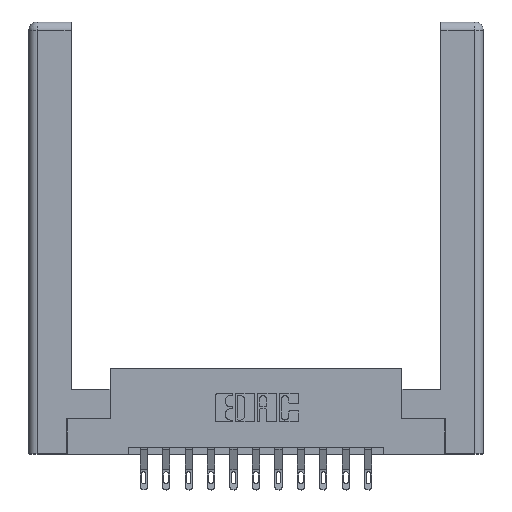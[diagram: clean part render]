
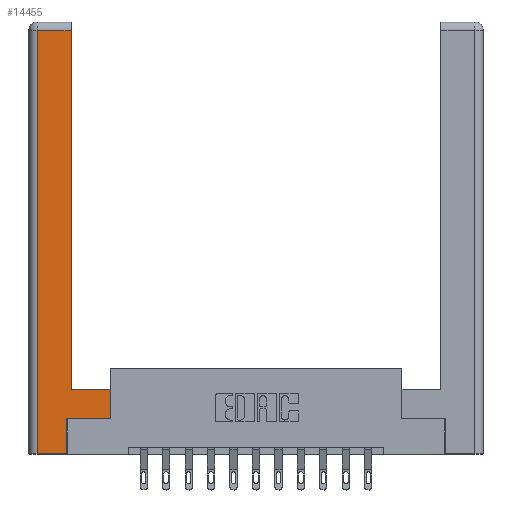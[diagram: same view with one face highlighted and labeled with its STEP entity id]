
A CAD part, top view. The second image highlights one B-rep face of the part: STEP entity #14455.
In plain terms, the highlighted planar face has unit normal (0, 0, 1).
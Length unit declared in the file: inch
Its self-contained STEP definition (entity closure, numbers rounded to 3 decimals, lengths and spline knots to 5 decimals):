
#201 = VERTEX_POINT ( 'NONE', #7822 ) ;
#322 = LINE ( 'NONE', #2995, #12329 ) ;
#340 = CARTESIAN_POINT ( 'NONE',  ( 0., 0., 0. ) ) ;
#450 = LINE ( 'NONE', #7545, #10050 ) ;
#623 = VECTOR ( 'NONE', #12411, 39.37008 ) ;
#707 = VERTEX_POINT ( 'NONE', #4656 ) ;
#759 = VECTOR ( 'NONE', #13476, 39.37008 ) ;
#1015 = DIRECTION ( 'NONE',  ( 0., 1., 0. ) ) ;
#1078 = ORIENTED_EDGE ( 'NONE', *, *, #13271, .T. ) ;
#1216 = CARTESIAN_POINT ( 'NONE',  ( 0.295, 0.45, 0. ) ) ;
#1384 = DIRECTION ( 'NONE',  ( 0., 1., 0. ) ) ;
#1491 = CARTESIAN_POINT ( 'NONE',  ( 0.0615, 0., 0. ) ) ;
#1734 = VECTOR ( 'NONE', #5034, 39.37008 ) ;
#1810 = EDGE_CURVE ( 'NONE', #5635, #12455, #450, .T. ) ;
#2388 = ORIENTED_EDGE ( 'NONE', *, *, #11063, .T. ) ;
#2779 = ORIENTED_EDGE ( 'NONE', *, *, #12404, .T. ) ;
#2995 = CARTESIAN_POINT ( 'NONE',  ( 0.565, 0.45, 0. ) ) ;
#3281 = ORIENTED_EDGE ( 'NONE', *, *, #1810, .T. ) ;
#3462 = LINE ( 'NONE', #13610, #623 ) ;
#4050 = ORIENTED_EDGE ( 'NONE', *, *, #9260, .T. ) ;
#4540 = VERTEX_POINT ( 'NONE', #15171 ) ;
#4656 = CARTESIAN_POINT ( 'NONE',  ( 0.295, 0.45, 0. ) ) ;
#5034 = DIRECTION ( 'NONE',  ( -1., 0., 0. ) ) ;
#5059 = PLANE ( 'NONE',  #10170 ) ;
#5086 = CARTESIAN_POINT ( 'NONE',  ( 0.295, 3., 0. ) ) ;
#5116 = ORIENTED_EDGE ( 'NONE', *, *, #9326, .T. ) ;
#5227 = DIRECTION ( 'NONE',  ( 1., 0., 0. ) ) ;
#5294 = CARTESIAN_POINT ( 'NONE',  ( 0.0615, 2.94, 0. ) ) ;
#5373 = VECTOR ( 'NONE', #1015, 39.37008 ) ;
#5635 = VERTEX_POINT ( 'NONE', #15365 ) ;
#5695 = LINE ( 'NONE', #1216, #1734 ) ;
#5899 = CARTESIAN_POINT ( 'NONE',  ( 0.265, 0.245, 0. ) ) ;
#6844 = CARTESIAN_POINT ( 'NONE',  ( 0.265, 0., 0. ) ) ;
#7545 = CARTESIAN_POINT ( 'NONE',  ( 0.265, 0., 0. ) ) ;
#7593 = DIRECTION ( 'NONE',  ( 0., 0., -1. ) ) ;
#7660 = ORIENTED_EDGE ( 'NONE', *, *, #7912, .T. ) ;
#7822 = CARTESIAN_POINT ( 'NONE',  ( 0.295, 2.94, 0. ) ) ;
#7912 = EDGE_CURVE ( 'NONE', #12455, #13575, #9123, .T. ) ;
#9055 = ORIENTED_EDGE ( 'NONE', *, *, #12837, .T. ) ;
#9123 = LINE ( 'NONE', #14209, #5373 ) ;
#9237 = LINE ( 'NONE', #1491, #759 ) ;
#9260 = EDGE_CURVE ( 'NONE', #10766, #707, #5695, .T. ) ;
#9261 = LINE ( 'NONE', #5086, #14831 ) ;
#9326 = EDGE_CURVE ( 'NONE', #707, #201, #9261, .T. ) ;
#10050 = VECTOR ( 'NONE', #5227, 39.37008 ) ;
#10150 = DIRECTION ( 'NONE',  ( -1., 0., 0. ) ) ;
#10170 = AXIS2_PLACEMENT_3D ( 'NONE', #340, #7593, #12239 ) ;
#10766 = VERTEX_POINT ( 'NONE', #14545 ) ;
#10991 = VECTOR ( 'NONE', #10150, 39.37008 ) ;
#11063 = EDGE_CURVE ( 'NONE', #12128, #5635, #9237, .T. ) ;
#11664 = EDGE_LOOP ( 'NONE', ( #5116, #9055, #2388, #3281, #7660, #1078, #2779, #4050 ) ) ;
#12128 = VERTEX_POINT ( 'NONE', #12535 ) ;
#12239 = DIRECTION ( 'NONE',  ( -1., 0., 0. ) ) ;
#12329 = VECTOR ( 'NONE', #15150, 39.37008 ) ;
#12404 = EDGE_CURVE ( 'NONE', #4540, #10766, #322, .T. ) ;
#12411 = DIRECTION ( 'NONE',  ( 1., 0., 0. ) ) ;
#12455 = VERTEX_POINT ( 'NONE', #6844 ) ;
#12535 = CARTESIAN_POINT ( 'NONE',  ( 0.0615, 2.94, 0. ) ) ;
#12818 = LINE ( 'NONE', #5294, #10991 ) ;
#12837 = EDGE_CURVE ( 'NONE', #201, #12128, #12818, .T. ) ;
#13271 = EDGE_CURVE ( 'NONE', #13575, #4540, #3462, .T. ) ;
#13476 = DIRECTION ( 'NONE',  ( 0., -1., 0. ) ) ;
#13575 = VERTEX_POINT ( 'NONE', #5899 ) ;
#13610 = CARTESIAN_POINT ( 'NONE',  ( 0.565, 0.245, 0. ) ) ;
#14209 = CARTESIAN_POINT ( 'NONE',  ( 0.265, 0.245, 0. ) ) ;
#14455 = ADVANCED_FACE ( 'NONE', ( #14463 ), #5059, .F. ) ;
#14463 = FACE_OUTER_BOUND ( 'NONE', #11664, .T. ) ;
#14545 = CARTESIAN_POINT ( 'NONE',  ( 0.565, 0.45, 0. ) ) ;
#14831 = VECTOR ( 'NONE', #1384, 39.37008 ) ;
#15150 = DIRECTION ( 'NONE',  ( 0., 1., 0. ) ) ;
#15171 = CARTESIAN_POINT ( 'NONE',  ( 0.565, 0.245, 0. ) ) ;
#15365 = CARTESIAN_POINT ( 'NONE',  ( 0.0615, 0., 0. ) ) ;
